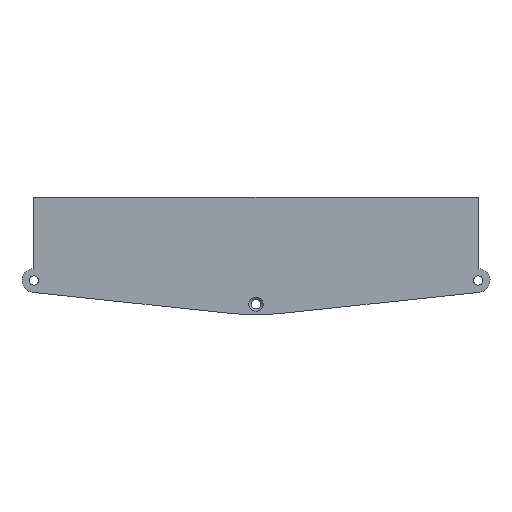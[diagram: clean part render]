
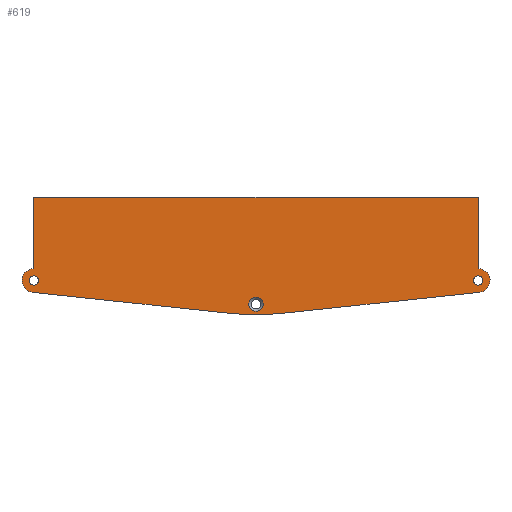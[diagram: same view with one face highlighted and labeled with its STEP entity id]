
A CAD part, front view. The second image highlights one B-rep face of the part: STEP entity #619.
In plain terms, the highlighted planar face has unit normal (0, -1, 0).
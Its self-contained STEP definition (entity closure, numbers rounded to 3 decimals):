
#24=FACE_BOUND('',#82,.T.);
#25=FACE_BOUND('',#83,.T.);
#26=FACE_BOUND('',#84,.T.);
#31=PLANE('',#669);
#47=FACE_OUTER_BOUND('',#81,.T.);
#81=EDGE_LOOP('',(#420,#421,#422,#423,#424,#425,#426,#427));
#82=EDGE_LOOP('',(#428));
#83=EDGE_LOOP('',(#429));
#84=EDGE_LOOP('',(#430));
#122=LINE('',#942,#177);
#123=LINE('',#945,#178);
#124=LINE('',#949,#179);
#125=LINE('',#953,#180);
#126=LINE('',#956,#181);
#177=VECTOR('',#745,10.);
#178=VECTOR('',#748,10.);
#179=VECTOR('',#751,10.);
#180=VECTOR('',#754,10.);
#181=VECTOR('',#757,10.);
#233=CIRCLE('',#670,5.);
#234=CIRCLE('',#671,102.);
#235=CIRCLE('',#672,5.);
#236=CIRCLE('',#673,2.);
#237=CIRCLE('',#674,2.);
#238=CIRCLE('',#675,3.);
#263=VERTEX_POINT('',#935);
#266=VERTEX_POINT('',#940);
#267=VERTEX_POINT('',#944);
#268=VERTEX_POINT('',#946);
#269=VERTEX_POINT('',#948);
#270=VERTEX_POINT('',#950);
#271=VERTEX_POINT('',#952);
#272=VERTEX_POINT('',#954);
#273=VERTEX_POINT('',#957);
#274=VERTEX_POINT('',#959);
#275=VERTEX_POINT('',#961);
#326=EDGE_CURVE('',#266,#263,#122,.T.);
#327=EDGE_CURVE('',#267,#266,#123,.T.);
#328=EDGE_CURVE('',#267,#268,#233,.T.);
#329=EDGE_CURVE('',#268,#269,#124,.T.);
#330=EDGE_CURVE('',#269,#270,#234,.T.);
#331=EDGE_CURVE('',#270,#271,#125,.T.);
#332=EDGE_CURVE('',#271,#272,#235,.T.);
#333=EDGE_CURVE('',#272,#263,#126,.T.);
#334=EDGE_CURVE('',#273,#273,#236,.T.);
#335=EDGE_CURVE('',#274,#274,#237,.T.);
#336=EDGE_CURVE('',#275,#275,#238,.T.);
#420=ORIENTED_EDGE('',*,*,#326,.F.);
#421=ORIENTED_EDGE('',*,*,#327,.F.);
#422=ORIENTED_EDGE('',*,*,#328,.T.);
#423=ORIENTED_EDGE('',*,*,#329,.T.);
#424=ORIENTED_EDGE('',*,*,#330,.T.);
#425=ORIENTED_EDGE('',*,*,#331,.T.);
#426=ORIENTED_EDGE('',*,*,#332,.T.);
#427=ORIENTED_EDGE('',*,*,#333,.T.);
#428=ORIENTED_EDGE('',*,*,#334,.T.);
#429=ORIENTED_EDGE('',*,*,#335,.T.);
#430=ORIENTED_EDGE('',*,*,#336,.T.);
#619=ADVANCED_FACE('',(#47,#24,#25,#26),#31,.F.);
#669=AXIS2_PLACEMENT_3D('',#943,#746,#747);
#670=AXIS2_PLACEMENT_3D('',#947,#749,#750);
#671=AXIS2_PLACEMENT_3D('',#951,#752,#753);
#672=AXIS2_PLACEMENT_3D('',#955,#755,#756);
#673=AXIS2_PLACEMENT_3D('',#958,#758,#759);
#674=AXIS2_PLACEMENT_3D('',#960,#760,#761);
#675=AXIS2_PLACEMENT_3D('',#962,#762,#763);
#745=DIRECTION('',(1.,0.,0.));
#746=DIRECTION('center_axis',(0.,1.,0.));
#747=DIRECTION('ref_axis',(1.,0.,0.));
#748=DIRECTION('',(0.,0.,1.));
#749=DIRECTION('center_axis',(0.,-1.,0.));
#750=DIRECTION('ref_axis',(1.,0.,0.));
#751=DIRECTION('',(0.994,0.,-0.106));
#752=DIRECTION('center_axis',(0.,-1.,0.));
#753=DIRECTION('ref_axis',(0.,0.,-1.));
#754=DIRECTION('',(0.994,0.,0.106));
#755=DIRECTION('center_axis',(0.,-1.,0.));
#756=DIRECTION('ref_axis',(1.,0.,0.));
#757=DIRECTION('',(0.,0.,1.));
#758=DIRECTION('center_axis',(0.,1.,0.));
#759=DIRECTION('ref_axis',(1.,0.,0.));
#760=DIRECTION('center_axis',(0.,1.,0.));
#761=DIRECTION('ref_axis',(1.,0.,0.));
#762=DIRECTION('center_axis',(0.,1.,0.));
#763=DIRECTION('ref_axis',(1.,0.,0.));
#935=CARTESIAN_POINT('',(187.,17.,34.75));
#940=CARTESIAN_POINT('',(0.,17.,34.75));
#942=CARTESIAN_POINT('',(93.5,17.,34.75));
#943=CARTESIAN_POINT('Origin',(93.5,17.,-5.));
#944=CARTESIAN_POINT('',(0.,17.,5.));
#945=CARTESIAN_POINT('',(0.,17.,5.));
#946=CARTESIAN_POINT('',(-0.53,17.,-4.972));
#947=CARTESIAN_POINT('Origin',(0.,17.,0.));
#948=CARTESIAN_POINT('',(82.683,17.,-13.846));
#949=CARTESIAN_POINT('',(93.5,17.,-15.));
#950=CARTESIAN_POINT('',(104.317,17.,-13.846));
#951=CARTESIAN_POINT('Origin',(93.5,17.,87.578));
#952=CARTESIAN_POINT('',(187.53,17.,-4.972));
#953=CARTESIAN_POINT('',(187.53,17.,-4.972));
#954=CARTESIAN_POINT('',(187.,17.,5.));
#955=CARTESIAN_POINT('Origin',(187.,17.,0.));
#956=CARTESIAN_POINT('',(187.,17.,5.));
#957=CARTESIAN_POINT('',(185.,17.,0.));
#958=CARTESIAN_POINT('Origin',(187.,17.,0.));
#959=CARTESIAN_POINT('',(-2.,17.,0.));
#960=CARTESIAN_POINT('Origin',(0.,17.,0.));
#961=CARTESIAN_POINT('',(90.5,17.,-10.));
#962=CARTESIAN_POINT('Origin',(93.5,17.,-10.));
